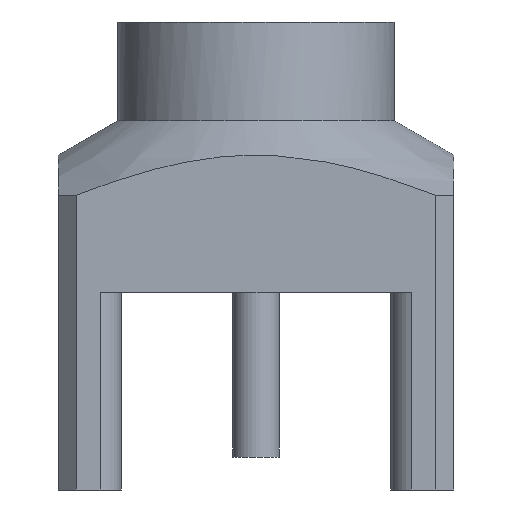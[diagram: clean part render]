
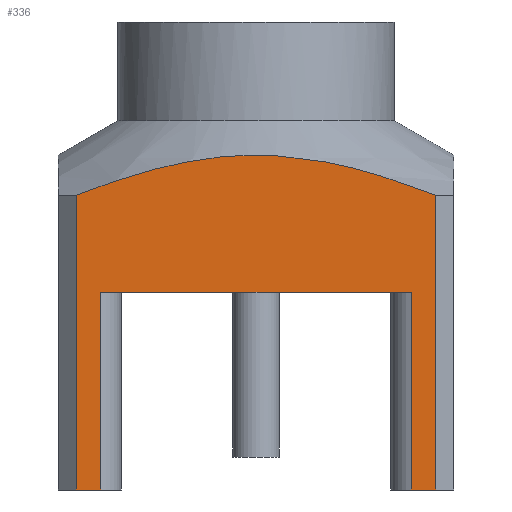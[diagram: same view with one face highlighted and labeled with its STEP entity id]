
A CAD part, front view. The second image highlights one B-rep face of the part: STEP entity #336.
In plain terms, the highlighted planar face has unit normal (0, -1, 0).
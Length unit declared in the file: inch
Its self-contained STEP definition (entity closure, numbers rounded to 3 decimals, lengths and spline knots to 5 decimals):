
#25 = CARTESIAN_POINT ( 'NONE',  ( -0.09277, -0.11811, 0.11811 ) ) ;
#51 = CARTESIAN_POINT ( 'NONE',  ( -0.09277, -0.11811, 0. ) ) ;
#62 = LINE ( 'NONE', #415, #255 ) ;
#67 = CARTESIAN_POINT ( 'NONE',  ( 0.09277, -0.11811, 0.11811 ) ) ;
#68 = LINE ( 'NONE', #141, #960 ) ;
#75 = CARTESIAN_POINT ( 'NONE',  ( -0.10723, -0.11811, 0. ) ) ;
#89 = VERTEX_POINT ( 'NONE', #51 ) ;
#97 = ORIENTED_EDGE ( 'NONE', *, *, #541, .T. ) ;
#119 = CARTESIAN_POINT ( 'NONE',  ( -0.10723, -0.11811, 0.11811 ) ) ;
#141 = CARTESIAN_POINT ( 'NONE',  ( -0.09277, -0.11811, 0.11811 ) ) ;
#143 = B_SPLINE_CURVE_WITH_KNOTS ( 'NONE', 3,
 ( #636, #715, #688, #1038, #1066, #276, #370, #599, #188, #957, #176, #769 ),
 .UNSPECIFIED., .F., .F.,
 ( 4, 2, 2, 2, 2, 4 ),
 ( 0.0034, 0.00481, 0.00551, 0.00621, 0.00762, 0.00903 ),
 .UNSPECIFIED. ) ;
#176 = CARTESIAN_POINT ( 'NONE',  ( 0.09009, -0.11811, 0.18276 ) ) ;
#181 = LINE ( 'NONE', #119, #1004 ) ;
#188 = CARTESIAN_POINT ( 'NONE',  ( 0.03694, -0.11811, 0.19737 ) ) ;
#192 = LINE ( 'NONE', #628, #929 ) ;
#195 = ORIENTED_EDGE ( 'NONE', *, *, #835, .F. ) ;
#200 = DIRECTION ( 'NONE',  ( 0., 1., 0. ) ) ;
#221 = DIRECTION ( 'NONE',  ( 0., 0., -1. ) ) ;
#231 = DIRECTION ( 'NONE',  ( -1., 0., 0. ) ) ;
#245 = CARTESIAN_POINT ( 'NONE',  ( 0.09277, -0.11811, 0. ) ) ;
#255 = VECTOR ( 'NONE', #676, 39.37008 ) ;
#267 = EDGE_CURVE ( 'NONE', #712, #1062, #192, .T. ) ;
#276 = CARTESIAN_POINT ( 'NONE',  ( -0.01821, -0.11811, 0.1994 ) ) ;
#282 = FACE_OUTER_BOUND ( 'NONE', #1083, .T. ) ;
#318 = EDGE_CURVE ( 'NONE', #614, #1061, #181, .T. ) ;
#323 = CARTESIAN_POINT ( 'NONE',  ( 0.10723, -0.11811, 0. ) ) ;
#332 = LINE ( 'NONE', #491, #1137 ) ;
#336 = ADVANCED_FACE ( 'NONE', ( #282 ), #357, .F. ) ;
#343 = ORIENTED_EDGE ( 'NONE', *, *, #318, .T. ) ;
#345 = CARTESIAN_POINT ( 'NONE',  ( -0.11811, -0.11811, 0. ) ) ;
#357 = PLANE ( 'NONE',  #591 ) ;
#366 = VECTOR ( 'NONE', #873, 39.37008 ) ;
#370 = CARTESIAN_POINT ( 'NONE',  ( -0.00887, -0.11811, 0.20003 ) ) ;
#382 = DIRECTION ( 'NONE',  ( 0., 0., -1. ) ) ;
#391 = LINE ( 'NONE', #25, #1138 ) ;
#415 = CARTESIAN_POINT ( 'NONE',  ( 0.09277, -0.11811, 0.11811 ) ) ;
#475 = ORIENTED_EDGE ( 'NONE', *, *, #600, .T. ) ;
#491 = CARTESIAN_POINT ( 'NONE',  ( 0.10723, -0.11811, 0.11811 ) ) ;
#512 = LINE ( 'NONE', #345, #366 ) ;
#516 = ORIENTED_EDGE ( 'NONE', *, *, #267, .T. ) ;
#522 = VERTEX_POINT ( 'NONE', #67 ) ;
#541 = EDGE_CURVE ( 'NONE', #1061, #89, #512, .T. ) ;
#550 = CARTESIAN_POINT ( 'NONE',  ( 0.10723, -0.11811, 0.1761 ) ) ;
#591 = AXIS2_PLACEMENT_3D ( 'NONE', #994, #200, #912 ) ;
#599 = CARTESIAN_POINT ( 'NONE',  ( 0.01887, -0.11811, 0.19998 ) ) ;
#600 = EDGE_CURVE ( 'NONE', #522, #712, #62, .T. ) ;
#614 = VERTEX_POINT ( 'NONE', #1027 ) ;
#626 = VERTEX_POINT ( 'NONE', #550 ) ;
#628 = CARTESIAN_POINT ( 'NONE',  ( -0.11811, -0.11811, 0. ) ) ;
#636 = CARTESIAN_POINT ( 'NONE',  ( -0.10723, -0.11811, 0.1761 ) ) ;
#676 = DIRECTION ( 'NONE',  ( 0., 0., -1. ) ) ;
#688 = CARTESIAN_POINT ( 'NONE',  ( -0.07238, -0.11811, 0.18878 ) ) ;
#712 = VERTEX_POINT ( 'NONE', #245 ) ;
#715 = CARTESIAN_POINT ( 'NONE',  ( -0.09, -0.11811, 0.18279 ) ) ;
#742 = CARTESIAN_POINT ( 'NONE',  ( -0.09277, -0.11811, 0.11811 ) ) ;
#749 = DIRECTION ( 'NONE',  ( 0., 0., -1. ) ) ;
#769 = CARTESIAN_POINT ( 'NONE',  ( 0.10723, -0.11811, 0.1761 ) ) ;
#773 = EDGE_CURVE ( 'NONE', #614, #626, #143, .T. ) ;
#806 = ORIENTED_EDGE ( 'NONE', *, *, #966, .F. ) ;
#835 = EDGE_CURVE ( 'NONE', #626, #1062, #332, .T. ) ;
#873 = DIRECTION ( 'NONE',  ( 1., 0., 0. ) ) ;
#911 = ORIENTED_EDGE ( 'NONE', *, *, #773, .F. ) ;
#912 = DIRECTION ( 'NONE',  ( 0., 0., 1. ) ) ;
#916 = ORIENTED_EDGE ( 'NONE', *, *, #1057, .F. ) ;
#929 = VECTOR ( 'NONE', #983, 39.37008 ) ;
#957 = CARTESIAN_POINT ( 'NONE',  ( 0.07251, -0.11811, 0.18874 ) ) ;
#960 = VECTOR ( 'NONE', #231, 39.37008 ) ;
#966 = EDGE_CURVE ( 'NONE', #968, #89, #391, .T. ) ;
#968 = VERTEX_POINT ( 'NONE', #742 ) ;
#983 = DIRECTION ( 'NONE',  ( 1., 0., 0. ) ) ;
#994 = CARTESIAN_POINT ( 'NONE',  ( -0.11811, -0.11811, 0.27953 ) ) ;
#1004 = VECTOR ( 'NONE', #382, 39.37008 ) ;
#1027 = CARTESIAN_POINT ( 'NONE',  ( -0.10723, -0.11811, 0.1761 ) ) ;
#1038 = CARTESIAN_POINT ( 'NONE',  ( -0.04554, -0.11811, 0.19527 ) ) ;
#1057 = EDGE_CURVE ( 'NONE', #522, #968, #68, .T. ) ;
#1061 = VERTEX_POINT ( 'NONE', #75 ) ;
#1062 = VERTEX_POINT ( 'NONE', #323 ) ;
#1066 = CARTESIAN_POINT ( 'NONE',  ( -0.03651, -0.11811, 0.19702 ) ) ;
#1083 = EDGE_LOOP ( 'NONE', ( #195, #911, #343, #97, #806, #916, #475, #516 ) ) ;
#1137 = VECTOR ( 'NONE', #221, 39.37008 ) ;
#1138 = VECTOR ( 'NONE', #749, 39.37008 ) ;
